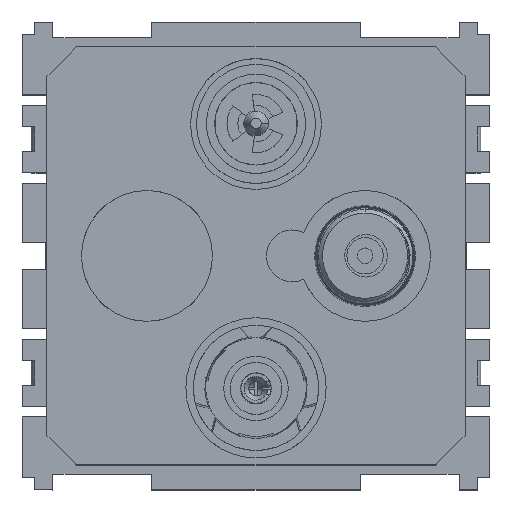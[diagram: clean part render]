
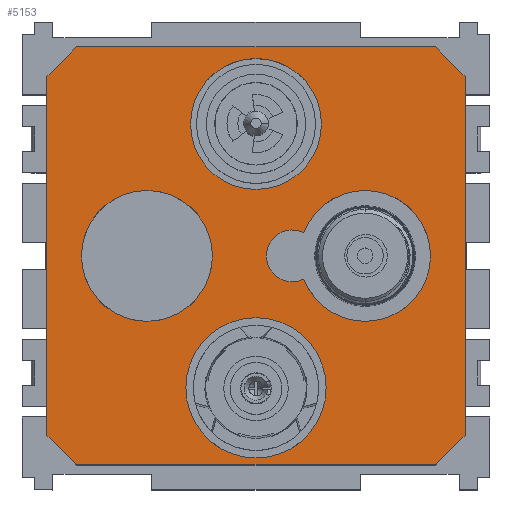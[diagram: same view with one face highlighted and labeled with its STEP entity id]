
A CAD part, top view. The second image highlights one B-rep face of the part: STEP entity #5153.
In plain terms, the highlighted planar face has unit normal (0, 0, 1).
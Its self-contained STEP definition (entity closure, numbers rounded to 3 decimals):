
#2805=AXIS2_PLACEMENT_3D('Circle Axis2P3D',#2803,#2804,$) ;
#2831=AXIS2_PLACEMENT_3D('Circle Axis2P3D',#2829,#2830,$) ;
#2855=AXIS2_PLACEMENT_3D('Circle Axis2P3D',#2853,#2854,$) ;
#2874=AXIS2_PLACEMENT_3D('Circle Axis2P3D',#2872,#2873,$) ;
#2891=AXIS2_PLACEMENT_3D('Circle Axis2P3D',#2889,#2890,$) ;
#2917=AXIS2_PLACEMENT_3D('Circle Axis2P3D',#2915,#2916,$) ;
#3968=AXIS2_PLACEMENT_3D('Circle Axis2P3D',#3966,#3967,$) ;
#4477=AXIS2_PLACEMENT_3D('Circle Axis2P3D',#4475,#4476,$) ;
#5066=AXIS2_PLACEMENT_3D('Plane Axis2P3D',#5063,#5064,#5065) ;
#5133=AXIS2_PLACEMENT_3D('Circle Axis2P3D',#5131,#5132,$) ;
#5146=AXIS2_PLACEMENT_3D('Circle Axis2P3D',#5144,#5145,$) ;
#2803=CARTESIAN_POINT('Axis2P3D Location',(10.5,0.,5.6)) ;
#2807=CARTESIAN_POINT('Vertex',(16.8,0.,5.6)) ;
#2809=CARTESIAN_POINT('Vertex',(4.611,2.239,5.6)) ;
#2829=CARTESIAN_POINT('Axis2P3D Location',(10.5,0.,5.6)) ;
#2833=CARTESIAN_POINT('Vertex',(4.611,-2.239,5.6)) ;
#2853=CARTESIAN_POINT('Axis2P3D Location',(3.5,0.,5.6)) ;
#2857=CARTESIAN_POINT('Vertex',(1.,0.,5.6)) ;
#2872=CARTESIAN_POINT('Axis2P3D Location',(3.5,0.,5.6)) ;
#2889=CARTESIAN_POINT('Axis2P3D Location',(-10.5,0.,5.6)) ;
#2893=CARTESIAN_POINT('Vertex',(-4.2,0.,5.6)) ;
#2895=CARTESIAN_POINT('Vertex',(-16.8,0.,5.6)) ;
#2915=CARTESIAN_POINT('Axis2P3D Location',(-10.5,0.,5.6)) ;
#2985=CARTESIAN_POINT('Line Origine',(-20.125,0.,5.6)) ;
#2989=CARTESIAN_POINT('Vertex',(-20.125,17.24,5.6)) ;
#2991=CARTESIAN_POINT('Vertex',(-20.125,-17.24,5.6)) ;
#3966=CARTESIAN_POINT('Axis2P3D Location',(0.,12.7,5.6)) ;
#3970=CARTESIAN_POINT('Vertex',(6.3,12.7,5.6)) ;
#3972=CARTESIAN_POINT('Vertex',(-6.3,12.7,5.6)) ;
#4475=CARTESIAN_POINT('Axis2P3D Location',(0.,-12.7,5.6)) ;
#4479=CARTESIAN_POINT('Vertex',(-6.75,-12.7,5.6)) ;
#4481=CARTESIAN_POINT('Vertex',(6.75,-12.7,5.6)) ;
#5063=CARTESIAN_POINT('Axis2P3D Location',(0.,0.,5.6)) ;
#5068=CARTESIAN_POINT('Line Origine',(-18.683,18.683,5.6)) ;
#5072=CARTESIAN_POINT('Vertex',(-17.24,20.125,5.6)) ;
#5075=CARTESIAN_POINT('Line Origine',(-18.683,-18.683,5.6)) ;
#5079=CARTESIAN_POINT('Vertex',(-17.24,-20.125,5.6)) ;
#5082=CARTESIAN_POINT('Line Origine',(0.,-20.125,5.6)) ;
#5086=CARTESIAN_POINT('Vertex',(17.24,-20.125,5.6)) ;
#5089=CARTESIAN_POINT('Line Origine',(18.683,-18.683,5.6)) ;
#5093=CARTESIAN_POINT('Vertex',(20.125,-17.24,5.6)) ;
#5096=CARTESIAN_POINT('Line Origine',(20.125,0.,5.6)) ;
#5100=CARTESIAN_POINT('Vertex',(20.125,17.24,5.6)) ;
#5103=CARTESIAN_POINT('Line Origine',(18.683,18.683,5.6)) ;
#5107=CARTESIAN_POINT('Vertex',(17.24,20.125,5.6)) ;
#5110=CARTESIAN_POINT('Line Origine',(0.,20.125,5.6)) ;
#5131=CARTESIAN_POINT('Axis2P3D Location',(0.,12.7,5.6)) ;
#5144=CARTESIAN_POINT('Axis2P3D Location',(0.,-12.7,5.6)) ;
#2804=DIRECTION('Axis2P3D Direction',(0.,0.,-1.)) ;
#2830=DIRECTION('Axis2P3D Direction',(0.,0.,-1.)) ;
#2854=DIRECTION('Axis2P3D Direction',(0.,0.,1.)) ;
#2873=DIRECTION('Axis2P3D Direction',(0.,0.,1.)) ;
#2890=DIRECTION('Axis2P3D Direction',(0.,0.,-1.)) ;
#2916=DIRECTION('Axis2P3D Direction',(0.,0.,-1.)) ;
#2986=DIRECTION('Vector Direction',(0.,-1.,0.)) ;
#3967=DIRECTION('Axis2P3D Direction',(0.,0.,-1.)) ;
#4476=DIRECTION('Axis2P3D Direction',(0.,0.,-1.)) ;
#5064=DIRECTION('Axis2P3D Direction',(0.,0.,1.)) ;
#5065=DIRECTION('Axis2P3D XDirection',(1.,0.,0.)) ;
#5069=DIRECTION('Vector Direction',(0.707,0.707,0.)) ;
#5076=DIRECTION('Vector Direction',(0.707,-0.707,0.)) ;
#5083=DIRECTION('Vector Direction',(-1.,0.,0.)) ;
#5090=DIRECTION('Vector Direction',(-0.707,-0.707,0.)) ;
#5097=DIRECTION('Vector Direction',(0.,1.,0.)) ;
#5104=DIRECTION('Vector Direction',(-0.707,0.707,0.)) ;
#5111=DIRECTION('Vector Direction',(1.,0.,0.)) ;
#5132=DIRECTION('Axis2P3D Direction',(0.,0.,1.)) ;
#5145=DIRECTION('Axis2P3D Direction',(0.,0.,1.)) ;
#2987=VECTOR('Line Direction',#2986,1.) ;
#5070=VECTOR('Line Direction',#5069,1.) ;
#5077=VECTOR('Line Direction',#5076,1.) ;
#5084=VECTOR('Line Direction',#5083,1.) ;
#5091=VECTOR('Line Direction',#5090,1.) ;
#5098=VECTOR('Line Direction',#5097,1.) ;
#5105=VECTOR('Line Direction',#5104,1.) ;
#5112=VECTOR('Line Direction',#5111,1.) ;
#5116=ORIENTED_EDGE('',*,*,#5074,.F.) ;
#5117=ORIENTED_EDGE('',*,*,#2993,.T.) ;
#5118=ORIENTED_EDGE('',*,*,#5081,.F.) ;
#5119=ORIENTED_EDGE('',*,*,#5088,.F.) ;
#5120=ORIENTED_EDGE('',*,*,#5095,.F.) ;
#5121=ORIENTED_EDGE('',*,*,#5102,.T.) ;
#5122=ORIENTED_EDGE('',*,*,#5109,.F.) ;
#5123=ORIENTED_EDGE('',*,*,#5114,.F.) ;
#5126=ORIENTED_EDGE('',*,*,#2876,.F.) ;
#5127=ORIENTED_EDGE('',*,*,#2811,.F.) ;
#5128=ORIENTED_EDGE('',*,*,#2835,.F.) ;
#5129=ORIENTED_EDGE('',*,*,#2859,.F.) ;
#5137=ORIENTED_EDGE('',*,*,#3974,.F.) ;
#5138=ORIENTED_EDGE('',*,*,#5135,.F.) ;
#5141=ORIENTED_EDGE('',*,*,#2897,.F.) ;
#5142=ORIENTED_EDGE('',*,*,#2919,.F.) ;
#5150=ORIENTED_EDGE('',*,*,#5148,.F.) ;
#5151=ORIENTED_EDGE('',*,*,#4483,.F.) ;
#5130=FACE_BOUND('',#5125,.T.) ;
#5139=FACE_BOUND('',#5136,.T.) ;
#5143=FACE_BOUND('',#5140,.T.) ;
#5152=FACE_BOUND('',#5149,.T.) ;
#5153=ADVANCED_FACE('2767531950.1\\volume 2 modules',(#5124,#5130,#5139,#5143,#5152),#5067,.T.) ;
#2806=CIRCLE('generated circle',#2805,6.3) ;
#2832=CIRCLE('generated circle',#2831,6.3) ;
#2856=CIRCLE('generated circle',#2855,2.5) ;
#2875=CIRCLE('generated circle',#2874,2.5) ;
#2892=CIRCLE('generated circle',#2891,6.3) ;
#2918=CIRCLE('generated circle',#2917,6.3) ;
#3969=CIRCLE('generated circle',#3968,6.3) ;
#4478=CIRCLE('generated circle',#4477,6.75) ;
#5134=CIRCLE('generated circle',#5133,6.3) ;
#5147=CIRCLE('generated circle',#5146,6.75) ;
#2811=EDGE_CURVE('',#2808,#2810,#2806,.F.) ;
#2835=EDGE_CURVE('',#2834,#2808,#2832,.F.) ;
#2859=EDGE_CURVE('',#2858,#2834,#2856,.T.) ;
#2876=EDGE_CURVE('',#2810,#2858,#2875,.T.) ;
#2897=EDGE_CURVE('',#2894,#2896,#2892,.F.) ;
#2919=EDGE_CURVE('',#2896,#2894,#2918,.F.) ;
#2993=EDGE_CURVE('',#2990,#2992,#2988,.T.) ;
#3974=EDGE_CURVE('',#3971,#3973,#3969,.F.) ;
#4483=EDGE_CURVE('',#4480,#4482,#4478,.F.) ;
#5074=EDGE_CURVE('',#2990,#5073,#5071,.T.) ;
#5081=EDGE_CURVE('',#5080,#2992,#5078,.F.) ;
#5088=EDGE_CURVE('',#5087,#5080,#5085,.T.) ;
#5095=EDGE_CURVE('',#5094,#5087,#5092,.T.) ;
#5102=EDGE_CURVE('',#5094,#5101,#5099,.T.) ;
#5109=EDGE_CURVE('',#5108,#5101,#5106,.F.) ;
#5114=EDGE_CURVE('',#5073,#5108,#5113,.T.) ;
#5135=EDGE_CURVE('',#3973,#3971,#5134,.T.) ;
#5148=EDGE_CURVE('',#4482,#4480,#5147,.T.) ;
#5115=EDGE_LOOP('',(#5116,#5117,#5118,#5119,#5120,#5121,#5122,#5123)) ;
#5125=EDGE_LOOP('',(#5126,#5127,#5128,#5129)) ;
#5136=EDGE_LOOP('',(#5137,#5138)) ;
#5140=EDGE_LOOP('',(#5141,#5142)) ;
#5149=EDGE_LOOP('',(#5150,#5151)) ;
#5124=FACE_OUTER_BOUND('',#5115,.T.) ;
#2988=LINE('Line',#2985,#2987) ;
#5071=LINE('Line',#5068,#5070) ;
#5078=LINE('Line',#5075,#5077) ;
#5085=LINE('Line',#5082,#5084) ;
#5092=LINE('Line',#5089,#5091) ;
#5099=LINE('Line',#5096,#5098) ;
#5106=LINE('Line',#5103,#5105) ;
#5113=LINE('Line',#5110,#5112) ;
#5067=PLANE('',#5066) ;
#2808=VERTEX_POINT('',#2807) ;
#2810=VERTEX_POINT('',#2809) ;
#2834=VERTEX_POINT('',#2833) ;
#2858=VERTEX_POINT('',#2857) ;
#2894=VERTEX_POINT('',#2893) ;
#2896=VERTEX_POINT('',#2895) ;
#2990=VERTEX_POINT('',#2989) ;
#2992=VERTEX_POINT('',#2991) ;
#3971=VERTEX_POINT('',#3970) ;
#3973=VERTEX_POINT('',#3972) ;
#4480=VERTEX_POINT('',#4479) ;
#4482=VERTEX_POINT('',#4481) ;
#5073=VERTEX_POINT('',#5072) ;
#5080=VERTEX_POINT('',#5079) ;
#5087=VERTEX_POINT('',#5086) ;
#5094=VERTEX_POINT('',#5093) ;
#5101=VERTEX_POINT('',#5100) ;
#5108=VERTEX_POINT('',#5107) ;
